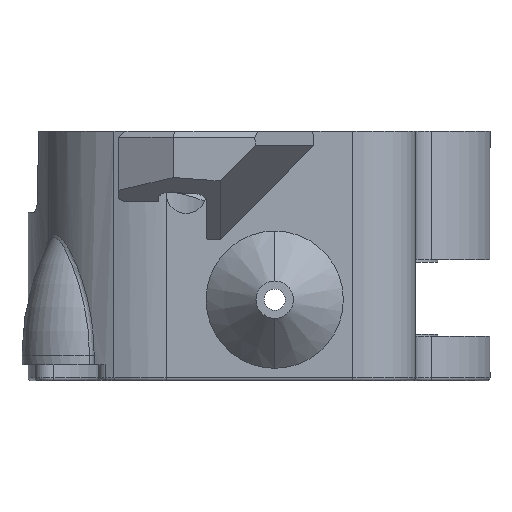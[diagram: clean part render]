
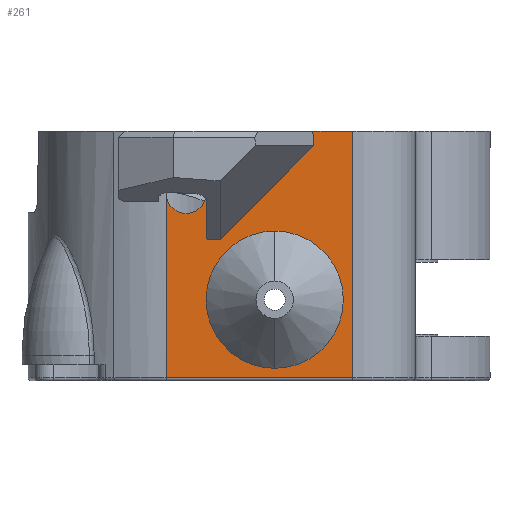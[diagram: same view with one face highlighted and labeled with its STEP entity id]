
A CAD part, front view. The second image highlights one B-rep face of the part: STEP entity #261.
In plain terms, the highlighted planar face has unit normal (0, -1, 0).
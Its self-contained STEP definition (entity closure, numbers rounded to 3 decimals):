
#261 = ADVANCED_FACE ( 'NONE', ( #5341, #5344 ), #9624, .F. ) ;
#428 = ORIENTED_EDGE ( 'NONE', *, *, #3734, .T. ) ;
#430 = ORIENTED_EDGE ( 'NONE', *, *, #3733, .T. ) ;
#431 = ORIENTED_EDGE ( 'NONE', *, *, #3553, .T. ) ;
#432 = ORIENTED_EDGE ( 'NONE', *, *, #3728, .T. ) ;
#433 = ORIENTED_EDGE ( 'NONE', *, *, #3729, .F. ) ;
#434 = ORIENTED_EDGE ( 'NONE', *, *, #3731, .T. ) ;
#435 = ORIENTED_EDGE ( 'NONE', *, *, #3732, .T. ) ;
#436 = ORIENTED_EDGE ( 'NONE', *, *, #3730, .T. ) ;
#437 = ORIENTED_EDGE ( 'NONE', *, *, #3692, .F. ) ;
#440 = ORIENTED_EDGE ( 'NONE', *, *, #3727, .T. ) ;
#441 = ORIENTED_EDGE ( 'NONE', *, *, #3715, .F. ) ;
#442 = ORIENTED_EDGE ( 'NONE', *, *, #3725, .T. ) ;
#443 = ORIENTED_EDGE ( 'NONE', *, *, #3726, .T. ) ;
#1843 = VERTEX_POINT ( 'NONE', #9797 ) ;
#1844 = VERTEX_POINT ( 'NONE', #9798 ) ;
#1953 = VERTEX_POINT ( 'NONE', #4336 ) ;
#1957 = VERTEX_POINT ( 'NONE', #4340 ) ;
#1958 = VERTEX_POINT ( 'NONE', #4341 ) ;
#1961 = VERTEX_POINT ( 'NONE', #4344 ) ;
#1967 = VERTEX_POINT ( 'NONE', #4350 ) ;
#1976 = VERTEX_POINT ( 'NONE', #4359 ) ;
#1977 = VERTEX_POINT ( 'NONE', #4360 ) ;
#1986 = VERTEX_POINT ( 'NONE', #4369 ) ;
#1987 = VERTEX_POINT ( 'NONE', #4370 ) ;
#1988 = VERTEX_POINT ( 'NONE', #4371 ) ;
#1991 = VERTEX_POINT ( 'NONE', #4374 ) ;
#3024 = AXIS2_PLACEMENT_3D ( 'NONE', #9620, #9629, #9630 ) ;
#3151 = AXIS2_PLACEMENT_3D ( 'NONE', #5248, #5249, #5250 ) ;
#3210 = AXIS2_PLACEMENT_3D ( 'NONE', #6423, #6424, #6425 ) ;
#3211 = AXIS2_PLACEMENT_3D ( 'NONE', #6430, #6431, #6432 ) ;
#3553 = EDGE_CURVE ( 'NONE', #1843, #1844, #5570, .T. ) ;
#3692 = EDGE_CURVE ( 'NONE', #1953, #1958, #5754, .T. ) ;
#3715 = EDGE_CURVE ( 'NONE', #1976, #1977, #5800, .T. ) ;
#3725 = EDGE_CURVE ( 'NONE', #1957, #1967, #5815, .T. ) ;
#3726 = EDGE_CURVE ( 'NONE', #1967, #1987, #5813, .T. ) ;
#3727 = EDGE_CURVE ( 'NONE', #1987, #1977, #5817, .T. ) ;
#3728 = EDGE_CURVE ( 'NONE', #1976, #1986, #5819, .T. ) ;
#3729 = EDGE_CURVE ( 'NONE', #1988, #1986, #5821, .T. ) ;
#3730 = EDGE_CURVE ( 'NONE', #1988, #1958, #5778, .T. ) ;
#3731 = EDGE_CURVE ( 'NONE', #1953, #1961, #5825, .T. ) ;
#3732 = EDGE_CURVE ( 'NONE', #1961, #1991, #5827, .T. ) ;
#3733 = EDGE_CURVE ( 'NONE', #1991, #1957, #5828, .T. ) ;
#3734 = EDGE_CURVE ( 'NONE', #1844, #1843, #5830, .T. ) ;
#4336 = CARTESIAN_POINT ( 'NONE',  ( 0.25, -16.35, 21.5 ) ) ;
#4340 = CARTESIAN_POINT ( 'NONE',  ( -2.957, -16.35, 26.007 ) ) ;
#4341 = CARTESIAN_POINT ( 'NONE',  ( 0.25, -16.35, 17.867 ) ) ;
#4344 = CARTESIAN_POINT ( 'NONE',  ( -2.95, -16.35, 21.5 ) ) ;
#4350 = CARTESIAN_POINT ( 'NONE',  ( -2.957, -16.35, 6.75 ) ) ;
#4359 = CARTESIAN_POINT ( 'NONE',  ( 8.803, -16.35, 26.5 ) ) ;
#4360 = CARTESIAN_POINT ( 'NONE',  ( 12., -16.35, 26.5 ) ) ;
#4369 = CARTESIAN_POINT ( 'NONE',  ( 8.894, -16.35, 25.367 ) ) ;
#4370 = CARTESIAN_POINT ( 'NONE',  ( 12., -16.35, 6.75 ) ) ;
#4371 = CARTESIAN_POINT ( 'NONE',  ( 1.375, -16.35, 17.786 ) ) ;
#4374 = CARTESIAN_POINT ( 'NONE',  ( -2.95, -16.35, 26. ) ) ;
#5248 = CARTESIAN_POINT ( 'NONE',  ( 5.75, -16.35, 13. ) ) ;
#5249 = DIRECTION ( 'NONE',  ( 0., 1., 0. ) ) ;
#5250 = DIRECTION ( 'NONE',  ( 0., 0., 1. ) ) ;
#5341 = FACE_OUTER_BOUND ( 'NONE', #8058, .T. ) ;
#5344 = FACE_BOUND ( 'NONE', #8057, .T. ) ;
#5570 = CIRCLE ( 'NONE', #3151, 5.5 ) ;
#5754 = LINE ( 'NONE', #6313, #5763 ) ;
#5763 = VECTOR ( 'NONE', #6323, 1000. ) ;
#5778 = LINE ( 'NONE', #6407, #5826 ) ;
#5800 = LINE ( 'NONE', #6384, #5803 ) ;
#5803 = VECTOR ( 'NONE', #6385, 1000. ) ;
#5813 = LINE ( 'NONE', #6408, #5818 ) ;
#5815 = LINE ( 'NONE', #6411, #5816 ) ;
#5816 = VECTOR ( 'NONE', #6413, 1000. ) ;
#5817 = LINE ( 'NONE', #6415, #5820 ) ;
#5818 = VECTOR ( 'NONE', #6414, 1000. ) ;
#5819 = LINE ( 'NONE', #6417, #5822 ) ;
#5820 = VECTOR ( 'NONE', #6416, 1000. ) ;
#5821 = LINE ( 'NONE', #6419, #5824 ) ;
#5822 = VECTOR ( 'NONE', #6418, 1000. ) ;
#5824 = VECTOR ( 'NONE', #6421, 1000. ) ;
#5825 = CIRCLE ( 'NONE', #3210, 1.6 ) ;
#5826 = VECTOR ( 'NONE', #6422, 1000. ) ;
#5827 = LINE ( 'NONE', #6420, #5829 ) ;
#5828 = LINE ( 'NONE', #6426, #5831 ) ;
#5829 = VECTOR ( 'NONE', #6412, 1000. ) ;
#5830 = CIRCLE ( 'NONE', #3211, 5.5 ) ;
#5831 = VECTOR ( 'NONE', #6427, 1000. ) ;
#6313 = CARTESIAN_POINT ( 'NONE',  ( 0.25, -16.35, 26.5 ) ) ;
#6323 = DIRECTION ( 'NONE',  ( 0., 0., -1. ) ) ;
#6384 = CARTESIAN_POINT ( 'NONE',  ( 17., -16.35, 26.5 ) ) ;
#6385 = DIRECTION ( 'NONE',  ( 1., 0., 0. ) ) ;
#6407 = CARTESIAN_POINT ( 'NONE',  ( 16.293, -16.35, 16.708 ) ) ;
#6408 = CARTESIAN_POINT ( 'NONE',  ( 12., -16.35, 6.75 ) ) ;
#6411 = CARTESIAN_POINT ( 'NONE',  ( -2.957, -16.35, 26.5 ) ) ;
#6412 = DIRECTION ( 'NONE',  ( 0., 0., 1. ) ) ;
#6413 = DIRECTION ( 'NONE',  ( 0., 0., -1. ) ) ;
#6414 = DIRECTION ( 'NONE',  ( 1., 0., 0. ) ) ;
#6415 = CARTESIAN_POINT ( 'NONE',  ( 12., -16.35, 26.5 ) ) ;
#6416 = DIRECTION ( 'NONE',  ( 0., 0., 1. ) ) ;
#6417 = CARTESIAN_POINT ( 'NONE',  ( 8.856, -16.35, 25.845 ) ) ;
#6418 = DIRECTION ( 'NONE',  ( 0.08, 0., -0.997 ) ) ;
#6419 = CARTESIAN_POINT ( 'NONE',  ( 0.25, -16.35, 16.651 ) ) ;
#6420 = CARTESIAN_POINT ( 'NONE',  ( -2.95, -16.35, 21.7 ) ) ;
#6421 = DIRECTION ( 'NONE',  ( 0.704, 0., 0.71 ) ) ;
#6422 = DIRECTION ( 'NONE',  ( -0.997, 0., 0.072 ) ) ;
#6423 = CARTESIAN_POINT ( 'NONE',  ( -1.35, -16.35, 21.5 ) ) ;
#6424 = DIRECTION ( 'NONE',  ( 0., 1., 0. ) ) ;
#6425 = DIRECTION ( 'NONE',  ( 0., 0., -1. ) ) ;
#6426 = CARTESIAN_POINT ( 'NONE',  ( -2.95, -16.35, 26. ) ) ;
#6427 = DIRECTION ( 'NONE',  ( -0.707, 0., 0.707 ) ) ;
#6430 = CARTESIAN_POINT ( 'NONE',  ( 5.75, -16.35, 13. ) ) ;
#6431 = DIRECTION ( 'NONE',  ( 0., 1., 0. ) ) ;
#6432 = DIRECTION ( 'NONE',  ( 0., 0., 1. ) ) ;
#8057 = EDGE_LOOP ( 'NONE', ( #431, #428 ) ) ;
#8058 = EDGE_LOOP ( 'NONE', ( #442, #443, #440, #441, #432, #433, #436, #437, #434, #435, #430 ) ) ;
#9620 = CARTESIAN_POINT ( 'NONE',  ( 17., -16.35, 26.5 ) ) ;
#9624 = PLANE ( 'NONE',  #3024 ) ;
#9629 = DIRECTION ( 'NONE',  ( 0., 1., 0. ) ) ;
#9630 = DIRECTION ( 'NONE',  ( 0., 0., 1. ) ) ;
#9797 = CARTESIAN_POINT ( 'NONE',  ( 5.75, -16.35, 18.5 ) ) ;
#9798 = CARTESIAN_POINT ( 'NONE',  ( 5.75, -16.35, 7.5 ) ) ;
